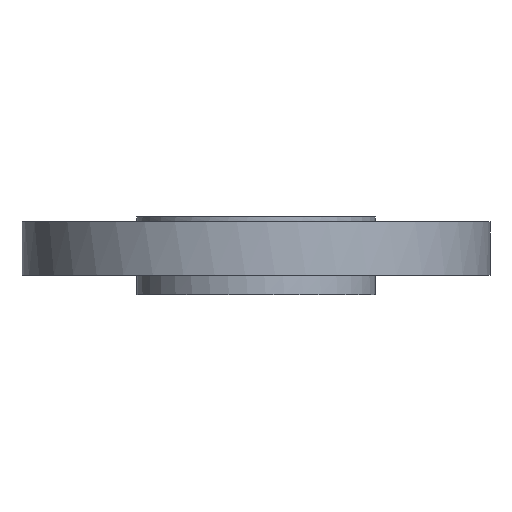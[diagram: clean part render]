
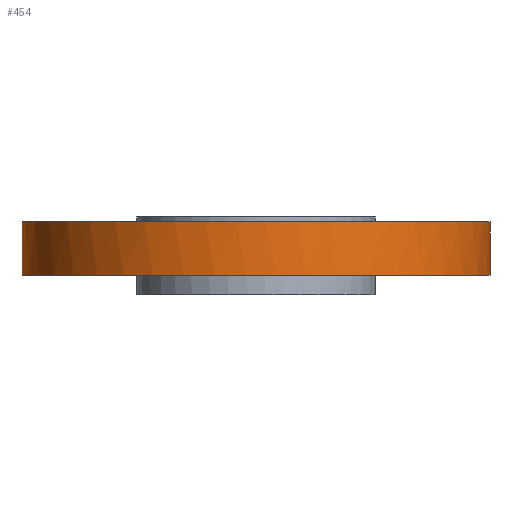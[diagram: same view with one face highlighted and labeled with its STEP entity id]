
A CAD part, front view. The second image highlights one B-rep face of the part: STEP entity #454.
In plain terms, the highlighted free-form (B-spline) face has degree [2, 1] with [5, 2] control points.
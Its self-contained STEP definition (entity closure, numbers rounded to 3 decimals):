
#310 = VERTEX_POINT('',#311);
#311 = CARTESIAN_POINT('',(-79.767,0.,
    -19.942));
#312 = VERTEX_POINT('',#313);
#313 = CARTESIAN_POINT('',(79.767,0.,-19.942));
#321 = EDGE_CURVE('',#310,#322,#324,.T.);
#322 = VERTEX_POINT('',#323);
#323 = CARTESIAN_POINT('',(-79.767,0.,
    -1.662));
#324 = B_SPLINE_CURVE_WITH_KNOTS('',1,(#325,#326),.UNSPECIFIED.,.F.,.F.,
  (2,2),(215.526,232.989),.PIECEWISE_BEZIER_KNOTS.);
#325 = CARTESIAN_POINT('',(-79.767,0.,
    -19.942));
#326 = CARTESIAN_POINT('',(-79.767,0.,
    -1.662));
#329 = VERTEX_POINT('',#330);
#330 = CARTESIAN_POINT('',(79.767,0.,-1.662));
#338 = EDGE_CURVE('',#312,#329,#339,.T.);
#339 = B_SPLINE_CURVE_WITH_KNOTS('',1,(#340,#341),.UNSPECIFIED.,.F.,.F.,
  (2,2),(215.526,232.989),.PIECEWISE_BEZIER_KNOTS.);
#340 = CARTESIAN_POINT('',(79.767,0.,-19.942));
#341 = CARTESIAN_POINT('',(79.767,0.,-1.662));
#454 = ADVANCED_FACE('',(#455),#475,.T.);
#455 = FACE_BOUND('',#456,.T.);
#456 = EDGE_LOOP('',(#457,#458,#466,#467));
#457 = ORIENTED_EDGE('',*,*,#321,.F.);
#458 = ORIENTED_EDGE('',*,*,#459,.F.);
#459 = EDGE_CURVE('',#312,#310,#460,.T.);
#460 = ( BOUNDED_CURVE() B_SPLINE_CURVE(2,(#461,#462,#463,#464,#465),
.UNSPECIFIED.,.F.,.F.) B_SPLINE_CURVE_WITH_KNOTS((3,2,3),(0.,
1.571,3.142),.PIECEWISE_BEZIER_KNOTS.) CURVE() 
GEOMETRIC_REPRESENTATION_ITEM() RATIONAL_B_SPLINE_CURVE((1.,
0.707,1.,0.707,1.)) REPRESENTATION_ITEM('') );
#461 = CARTESIAN_POINT('',(79.767,0.,-19.942));
#462 = CARTESIAN_POINT('',(79.767,-79.767,-19.942
    ));
#463 = CARTESIAN_POINT('',(0.,-79.767,
    -19.942));
#464 = CARTESIAN_POINT('',(-79.767,-79.767,
    -19.942));
#465 = CARTESIAN_POINT('',(-79.767,0.,
    -19.942));
#466 = ORIENTED_EDGE('',*,*,#338,.T.);
#467 = ORIENTED_EDGE('',*,*,#468,.F.);
#468 = EDGE_CURVE('',#322,#329,#469,.T.);
#469 = ( BOUNDED_CURVE() B_SPLINE_CURVE(2,(#470,#471,#472,#473,#474),
.UNSPECIFIED.,.F.,.F.) B_SPLINE_CURVE_WITH_KNOTS((3,2,3),(3.142,
4.712,6.283),.PIECEWISE_BEZIER_KNOTS.) CURVE() 
GEOMETRIC_REPRESENTATION_ITEM() RATIONAL_B_SPLINE_CURVE((1.,
0.707,1.,0.707,1.)) REPRESENTATION_ITEM('') );
#470 = CARTESIAN_POINT('',(-79.767,0.,
    -1.662));
#471 = CARTESIAN_POINT('',(-79.767,-79.767,
    -1.662));
#472 = CARTESIAN_POINT('',(0.,-79.767,
    -1.662));
#473 = CARTESIAN_POINT('',(79.767,-79.767,
    -1.662));
#474 = CARTESIAN_POINT('',(79.767,0.,
    -1.662));
#475 = ( BOUNDED_SURFACE() B_SPLINE_SURFACE(2,1,(
    (#476,#477)
    ,(#478,#479)
    ,(#480,#481)
    ,(#482,#483)
,(#484,#485
    )),.UNSPECIFIED.,.F.,.F.,.F.) B_SPLINE_SURFACE_WITH_KNOTS((3,2,3),(2
    ,2),(3.142,4.712,6.283),(215.526,
    232.989),.PIECEWISE_BEZIER_KNOTS.) 
GEOMETRIC_REPRESENTATION_ITEM() RATIONAL_B_SPLINE_SURFACE((
    (1.,1.)
    ,(0.707,0.707)
    ,(1.,1.)
    ,(0.707,0.707)
,(1.,1.))) REPRESENTATION_ITEM('') SURFACE() );
#476 = CARTESIAN_POINT('',(-79.767,0.,
    -19.942));
#477 = CARTESIAN_POINT('',(-79.767,0.,
    -1.662));
#478 = CARTESIAN_POINT('',(-79.767,-79.767,
    -19.942));
#479 = CARTESIAN_POINT('',(-79.767,-79.767,
    -1.662));
#480 = CARTESIAN_POINT('',(0.,-79.767,
    -19.942));
#481 = CARTESIAN_POINT('',(0.,-79.767,
    -1.662));
#482 = CARTESIAN_POINT('',(79.767,-79.767,-19.942
    ));
#483 = CARTESIAN_POINT('',(79.767,-79.767,
    -1.662));
#484 = CARTESIAN_POINT('',(79.767,0.,
    -19.942));
#485 = CARTESIAN_POINT('',(79.767,0.,
    -1.662));
